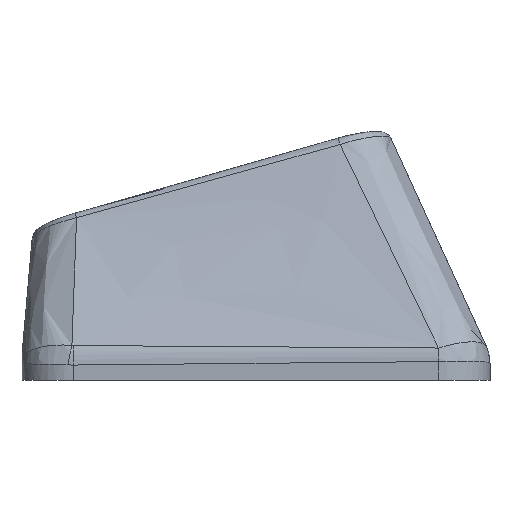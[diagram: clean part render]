
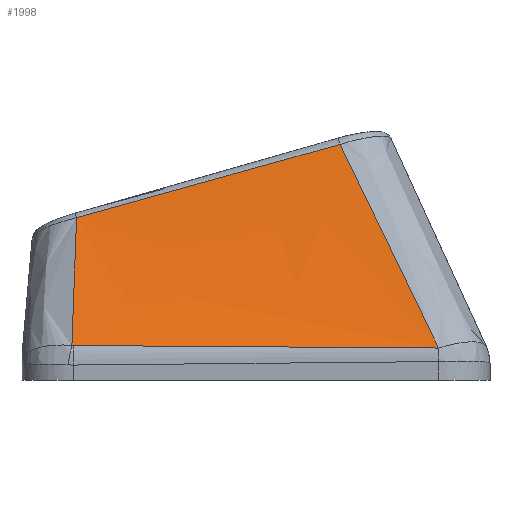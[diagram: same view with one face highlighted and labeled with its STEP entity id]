
A CAD part, left-side view. The second image highlights one B-rep face of the part: STEP entity #1998.
In plain terms, the highlighted free-form (B-spline) face has degree [3, 3] with [4, 4] control points.
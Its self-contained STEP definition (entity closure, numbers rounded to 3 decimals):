
#52=B_SPLINE_SURFACE_WITH_KNOTS('',3,3,((#5055,#5056,#5057,#5058),(#5059,
#5060,#5061,#5062),(#5063,#5064,#5065,#5066),(#5067,#5068,#5069,#5070)),
 .UNSPECIFIED.,.F.,.F.,.F.,(4,4),(4,4),(0.104,0.893),
(0.036,0.97),.UNSPECIFIED.);
#366=FACE_OUTER_BOUND('',#476,.T.);
#476=EDGE_LOOP('',(#1777,#1778,#1779,#1780,#1781,#1782));
#675=B_SPLINE_CURVE_WITH_KNOTS('',3,(#4575,#4576,#4577,#4578),
 .UNSPECIFIED.,.F.,.F.,(4,4),(0.,0.),.UNSPECIFIED.);
#677=B_SPLINE_CURVE_WITH_KNOTS('',3,(#4602,#4603,#4604,#4605),
 .UNSPECIFIED.,.F.,.F.,(4,4),(0.,1.416),.UNSPECIFIED.);
#679=B_SPLINE_CURVE_WITH_KNOTS('',3,(#4629,#4630,#4631,#4632),
 .UNSPECIFIED.,.F.,.F.,(4,4),(0.,0.005),
 .UNSPECIFIED.);
#701=B_SPLINE_CURVE_WITH_KNOTS('',3,(#5045,#5046,#5047,#5048),
 .UNSPECIFIED.,.F.,.F.,(4,4),(-0.605,-0.029),
 .UNSPECIFIED.);
#703=B_SPLINE_CURVE_WITH_KNOTS('',3,(#5072,#5073,#5074,#5075),
 .UNSPECIFIED.,.F.,.F.,(4,4),(0.035,0.961),
 .UNSPECIFIED.);
#704=B_SPLINE_CURVE_WITH_KNOTS('',3,(#5076,#5077,#5078,#5079),
 .UNSPECIFIED.,.F.,.F.,(4,4),(-1.061,0.),.UNSPECIFIED.);
#897=VERTEX_POINT('',#4534);
#901=VERTEX_POINT('',#4568);
#903=VERTEX_POINT('',#4595);
#905=VERTEX_POINT('',#4622);
#932=VERTEX_POINT('',#5044);
#933=VERTEX_POINT('',#5071);
#1181=EDGE_CURVE('',#897,#901,#675,.T.);
#1184=EDGE_CURVE('',#901,#903,#677,.T.);
#1187=EDGE_CURVE('',#903,#905,#679,.T.);
#1228=EDGE_CURVE('',#905,#932,#701,.T.);
#1230=EDGE_CURVE('',#933,#897,#703,.T.);
#1231=EDGE_CURVE('',#932,#933,#704,.T.);
#1777=ORIENTED_EDGE('',*,*,#1187,.F.);
#1778=ORIENTED_EDGE('',*,*,#1184,.F.);
#1779=ORIENTED_EDGE('',*,*,#1181,.F.);
#1780=ORIENTED_EDGE('',*,*,#1230,.F.);
#1781=ORIENTED_EDGE('',*,*,#1231,.F.);
#1782=ORIENTED_EDGE('',*,*,#1228,.F.);
#1998=ADVANCED_FACE('',(#366),#52,.T.);
#4534=CARTESIAN_POINT('',(-11.366,-7.081,0.254));
#4568=CARTESIAN_POINT('',(-11.366,-7.077,0.254));
#4575=CARTESIAN_POINT('Ctrl Pts',(-11.366,-7.081,0.254));
#4576=CARTESIAN_POINT('Ctrl Pts',(-11.366,-7.08,0.254));
#4577=CARTESIAN_POINT('Ctrl Pts',(-11.366,-7.079,0.254));
#4578=CARTESIAN_POINT('Ctrl Pts',(-11.366,-7.077,0.254));
#4595=CARTESIAN_POINT('',(-11.256,7.091,0.351));
#4602=CARTESIAN_POINT('Ctrl Pts',(-11.366,-7.077,0.254));
#4603=CARTESIAN_POINT('Ctrl Pts',(-11.346,-2.356,0.278));
#4604=CARTESIAN_POINT('Ctrl Pts',(-11.319,2.366,0.309));
#4605=CARTESIAN_POINT('Ctrl Pts',(-11.256,7.091,0.351));
#4622=CARTESIAN_POINT('',(-11.253,7.145,0.356));
#4629=CARTESIAN_POINT('Ctrl Pts',(-11.256,7.091,0.351));
#4630=CARTESIAN_POINT('Ctrl Pts',(-11.256,7.109,0.351));
#4631=CARTESIAN_POINT('Ctrl Pts',(-11.255,7.127,0.353));
#4632=CARTESIAN_POINT('Ctrl Pts',(-11.253,7.145,0.356));
#5044=CARTESIAN_POINT('',(-8.383,6.962,5.31));
#5045=CARTESIAN_POINT('Ctrl Pts',(-11.253,7.145,0.356));
#5046=CARTESIAN_POINT('Ctrl Pts',(-10.287,7.067,2.004));
#5047=CARTESIAN_POINT('Ctrl Pts',(-9.331,7.003,3.655));
#5048=CARTESIAN_POINT('Ctrl Pts',(-8.383,6.962,5.31));
#5055=CARTESIAN_POINT('Ctrl Pts',(-8.354,-3.678,8.269));
#5056=CARTESIAN_POINT('Ctrl Pts',(-9.358,-4.813,5.597));
#5057=CARTESIAN_POINT('Ctrl Pts',(-10.362,-5.947,2.926));
#5058=CARTESIAN_POINT('Ctrl Pts',(-11.366,-7.081,0.254));
#5059=CARTESIAN_POINT('Ctrl Pts',(-8.354,-0.058,
7.28));
#5060=CARTESIAN_POINT('Ctrl Pts',(-9.358,-0.819,
4.928));
#5061=CARTESIAN_POINT('Ctrl Pts',(-10.362,-1.579,2.576));
#5062=CARTESIAN_POINT('Ctrl Pts',(-11.366,-2.34,0.224));
#5063=CARTESIAN_POINT('Ctrl Pts',(-8.354,3.562,6.29));
#5064=CARTESIAN_POINT('Ctrl Pts',(-9.358,3.175,4.258));
#5065=CARTESIAN_POINT('Ctrl Pts',(-10.362,2.788,2.226));
#5066=CARTESIAN_POINT('Ctrl Pts',(-11.366,2.402,0.193));
#5067=CARTESIAN_POINT('Ctrl Pts',(-8.354,7.183,5.301));
#5068=CARTESIAN_POINT('Ctrl Pts',(-9.358,7.169,3.588));
#5069=CARTESIAN_POINT('Ctrl Pts',(-10.362,7.156,1.875));
#5070=CARTESIAN_POINT('Ctrl Pts',(-11.366,7.143,0.163));
#5071=CARTESIAN_POINT('',(-8.354,-3.263,8.156));
#5072=CARTESIAN_POINT('Ctrl Pts',(-8.354,-3.263,8.156));
#5073=CARTESIAN_POINT('Ctrl Pts',(-9.373,-4.546,5.53));
#5074=CARTESIAN_POINT('Ctrl Pts',(-10.373,-5.817,2.895));
#5075=CARTESIAN_POINT('Ctrl Pts',(-11.366,-7.081,0.254));
#5076=CARTESIAN_POINT('Ctrl Pts',(-8.383,6.962,5.31));
#5077=CARTESIAN_POINT('Ctrl Pts',(-8.374,3.551,6.247));
#5078=CARTESIAN_POINT('Ctrl Pts',(-8.362,0.143,7.199));
#5079=CARTESIAN_POINT('Ctrl Pts',(-8.354,-3.263,8.156));
